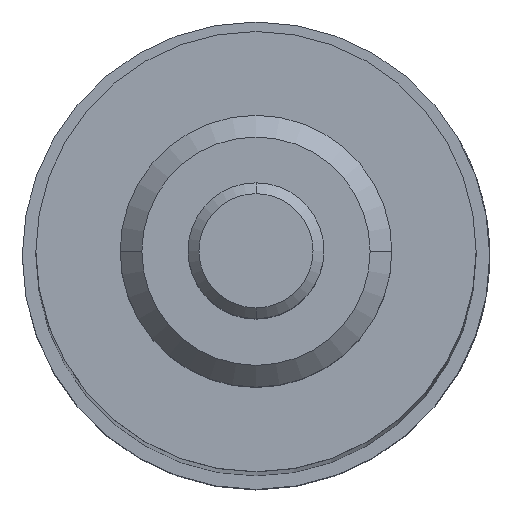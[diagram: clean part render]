
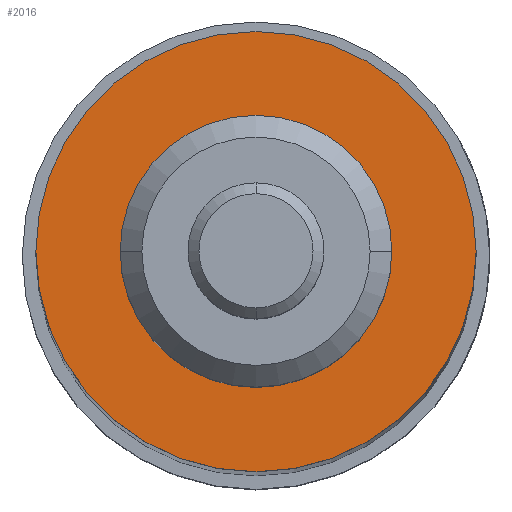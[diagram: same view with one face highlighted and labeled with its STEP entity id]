
A CAD part, top view. The second image highlights one B-rep face of the part: STEP entity #2016.
In plain terms, the highlighted face is planar.
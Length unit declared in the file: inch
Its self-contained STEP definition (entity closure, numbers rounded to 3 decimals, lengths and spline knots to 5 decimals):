
#19 = EDGE_CURVE ( 'NONE', #485, #64, #1349, .T. ) ;
#35 = AXIS2_PLACEMENT_3D ( 'NONE', #1251, #1239, #170 ) ;
#57 = FACE_BOUND ( 'NONE', #551, .T. ) ;
#64 = VERTEX_POINT ( 'NONE', #424 ) ;
#124 = VERTEX_POINT ( 'NONE', #789 ) ;
#170 = DIRECTION ( 'NONE',  ( 0., 0., -1. ) ) ;
#347 = DIRECTION ( 'NONE',  ( -1., 0., 0. ) ) ;
#392 = FACE_OUTER_BOUND ( 'NONE', #1549, .T. ) ;
#405 = CARTESIAN_POINT ( 'NONE',  ( 0.44, 0., 0. ) ) ;
#424 = CARTESIAN_POINT ( 'NONE',  ( 0.44, 0., -0.405 ) ) ;
#433 = CARTESIAN_POINT ( 'NONE',  ( 0.44, 0., 0. ) ) ;
#440 = CARTESIAN_POINT ( 'NONE',  ( 0.44, 0., 0.405 ) ) ;
#485 = VERTEX_POINT ( 'NONE', #440 ) ;
#514 = ORIENTED_EDGE ( 'NONE', *, *, #19, .T. ) ;
#551 = EDGE_LOOP ( 'NONE', ( #1629, #2015 ) ) ;
#579 = DIRECTION ( 'NONE',  ( 0., 0., 1. ) ) ;
#611 = DIRECTION ( 'NONE',  ( 0., 0., 1. ) ) ;
#637 = CARTESIAN_POINT ( 'NONE',  ( 0.44, 0., 0. ) ) ;
#654 = AXIS2_PLACEMENT_3D ( 'NONE', #1412, #347, #1594 ) ;
#694 = CIRCLE ( 'NONE', #954, 0.25 ) ;
#751 = CIRCLE ( 'NONE', #654, 0.25 ) ;
#789 = CARTESIAN_POINT ( 'NONE',  ( 0.44, 0., -0.25 ) ) ;
#820 = DIRECTION ( 'NONE',  ( 0., 0., 1. ) ) ;
#954 = AXIS2_PLACEMENT_3D ( 'NONE', #433, #1686, #611 ) ;
#1065 = PLANE ( 'NONE',  #35 ) ;
#1239 = DIRECTION ( 'NONE',  ( 1., 0., 0. ) ) ;
#1251 = CARTESIAN_POINT ( 'NONE',  ( 0.44, 0.405, 0. ) ) ;
#1349 = CIRCLE ( 'NONE', #2321, 0.405 ) ;
#1412 = CARTESIAN_POINT ( 'NONE',  ( 0.44, 0., 0. ) ) ;
#1544 = EDGE_CURVE ( 'NONE', #124, #2092, #694, .T. ) ;
#1549 = EDGE_LOOP ( 'NONE', ( #514, #2089 ) ) ;
#1594 = DIRECTION ( 'NONE',  ( 0., 0., 1. ) ) ;
#1629 = ORIENTED_EDGE ( 'NONE', *, *, #2059, .F. ) ;
#1651 = DIRECTION ( 'NONE',  ( -1., 0., 0. ) ) ;
#1654 = EDGE_CURVE ( 'NONE', #64, #485, #1955, .T. ) ;
#1676 = AXIS2_PLACEMENT_3D ( 'NONE', #637, #1891, #820 ) ;
#1686 = DIRECTION ( 'NONE',  ( -1., 0., 0. ) ) ;
#1775 = CARTESIAN_POINT ( 'NONE',  ( 0.44, 0., 0.25 ) ) ;
#1891 = DIRECTION ( 'NONE',  ( -1., 0., 0. ) ) ;
#1955 = CIRCLE ( 'NONE', #1676, 0.405 ) ;
#2015 = ORIENTED_EDGE ( 'NONE', *, *, #1544, .F. ) ;
#2016 = ADVANCED_FACE ( 'NONE', ( #57, #392 ), #1065, .F. ) ;
#2059 = EDGE_CURVE ( 'NONE', #2092, #124, #751, .T. ) ;
#2089 = ORIENTED_EDGE ( 'NONE', *, *, #1654, .T. ) ;
#2092 = VERTEX_POINT ( 'NONE', #1775 ) ;
#2321 = AXIS2_PLACEMENT_3D ( 'NONE', #405, #1651, #579 ) ;
